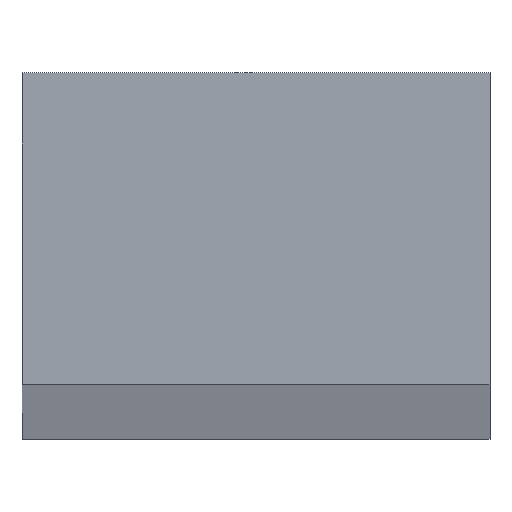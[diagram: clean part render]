
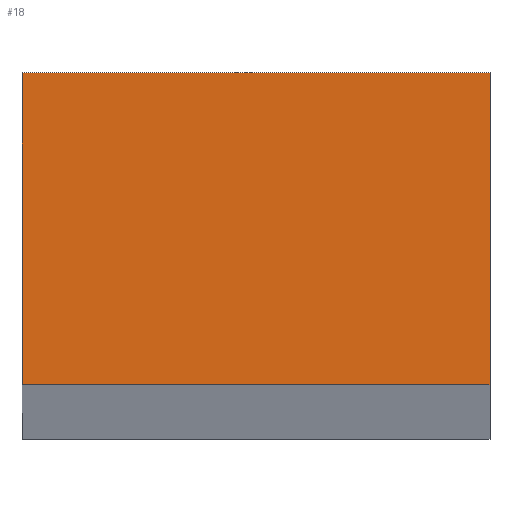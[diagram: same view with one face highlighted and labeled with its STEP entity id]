
A CAD part, top view. The second image highlights one B-rep face of the part: STEP entity #18.
In plain terms, the highlighted planar face has unit normal (0, 0, 1).
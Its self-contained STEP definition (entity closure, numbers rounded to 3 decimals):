
#1 = EDGE_LOOP ( 'NONE', ( #48, #136, #144, #175 ) ) ;
#7 = DIRECTION ( 'NONE',  ( 0., -1., 0. ) ) ;
#11 = VERTEX_POINT ( 'NONE', #213 ) ;
#18 = ADVANCED_FACE ( 'NONE', ( #163 ), #230, .T. ) ;
#21 = LINE ( 'NONE', #180, #81 ) ;
#26 = DIRECTION ( 'NONE',  ( 0., 1., 0. ) ) ;
#48 = ORIENTED_EDGE ( 'NONE', *, *, #132, .T. ) ;
#51 = AXIS2_PLACEMENT_3D ( 'NONE', #160, #210, #124 ) ;
#62 = DIRECTION ( 'NONE',  ( 1., 0., 0. ) ) ;
#64 = CARTESIAN_POINT ( 'NONE',  ( -7.5, 5., 500. ) ) ;
#78 = LINE ( 'NONE', #174, #128 ) ;
#81 = VECTOR ( 'NONE', #26, 1000. ) ;
#87 = CARTESIAN_POINT ( 'NONE',  ( 7.5, 5., 500. ) ) ;
#107 = EDGE_CURVE ( 'NONE', #173, #11, #78, .T. ) ;
#113 = VECTOR ( 'NONE', #199, 1000. ) ;
#118 = EDGE_CURVE ( 'NONE', #205, #232, #214, .T. ) ;
#122 = CARTESIAN_POINT ( 'NONE',  ( -7.5, -5., 500. ) ) ;
#124 = DIRECTION ( 'NONE',  ( 1., 0., 0. ) ) ;
#128 = VECTOR ( 'NONE', #62, 1000. ) ;
#132 = EDGE_CURVE ( 'NONE', #232, #173, #188, .T. ) ;
#136 = ORIENTED_EDGE ( 'NONE', *, *, #107, .T. ) ;
#137 = EDGE_CURVE ( 'NONE', #11, #205, #21, .T. ) ;
#144 = ORIENTED_EDGE ( 'NONE', *, *, #137, .T. ) ;
#160 = CARTESIAN_POINT ( 'NONE',  ( 0., 0., 500. ) ) ;
#163 = FACE_OUTER_BOUND ( 'NONE', #1, .T. ) ;
#173 = VERTEX_POINT ( 'NONE', #122 ) ;
#174 = CARTESIAN_POINT ( 'NONE',  ( -7.5, -5., 500. ) ) ;
#175 = ORIENTED_EDGE ( 'NONE', *, *, #118, .T. ) ;
#180 = CARTESIAN_POINT ( 'NONE',  ( 7.5, 5., 500. ) ) ;
#188 = LINE ( 'NONE', #227, #220 ) ;
#199 = DIRECTION ( 'NONE',  ( -1., 0., 0. ) ) ;
#201 = CARTESIAN_POINT ( 'NONE',  ( -7.5, 5., 500. ) ) ;
#205 = VERTEX_POINT ( 'NONE', #87 ) ;
#210 = DIRECTION ( 'NONE',  ( 0., 0., 1. ) ) ;
#213 = CARTESIAN_POINT ( 'NONE',  ( 7.5, -5., 500. ) ) ;
#214 = LINE ( 'NONE', #64, #113 ) ;
#220 = VECTOR ( 'NONE', #7, 1000. ) ;
#227 = CARTESIAN_POINT ( 'NONE',  ( -7.5, 5., 500. ) ) ;
#230 = PLANE ( 'NONE',  #51 ) ;
#232 = VERTEX_POINT ( 'NONE', #201 ) ;
